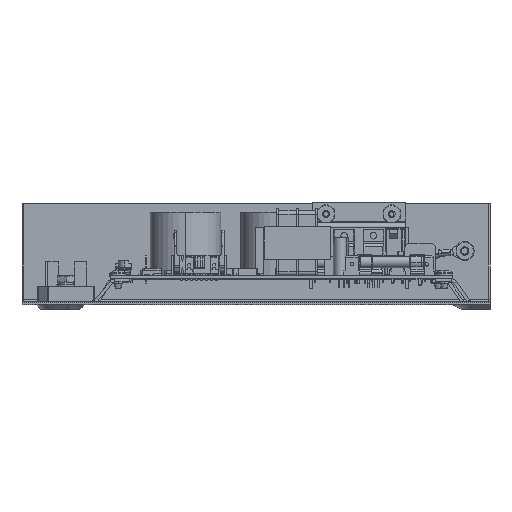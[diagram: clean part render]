
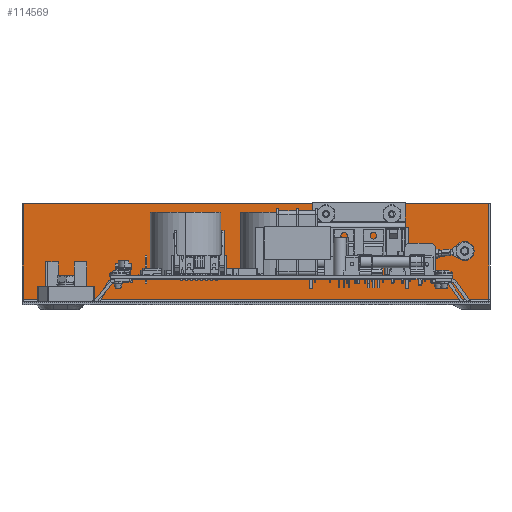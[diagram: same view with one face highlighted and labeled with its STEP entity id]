
A CAD part, top view. The second image highlights one B-rep face of the part: STEP entity #114569.
In plain terms, the highlighted planar face has unit normal (0, 0, 1).
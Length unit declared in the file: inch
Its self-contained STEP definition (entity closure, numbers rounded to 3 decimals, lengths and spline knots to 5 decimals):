
#1794 = AXIS2_PLACEMENT_3D ( 'NONE', #97395, #34891, #107818 ) ;
#2978 = DIRECTION ( 'NONE',  ( 0., 0., 1. ) ) ;
#10516 = EDGE_CURVE ( 'NONE', #58559, #56311, #104642, .T. ) ;
#11945 = ORIENTED_EDGE ( 'NONE', *, *, #104096, .F. ) ;
#11964 = EDGE_CURVE ( 'NONE', #44410, #107137, #131861, .T. ) ;
#13875 = CARTESIAN_POINT ( 'NONE',  ( 9.25, 0.105, -4.94 ) ) ;
#14121 = EDGE_LOOP ( 'NONE', ( #35761, #48821 ) ) ;
#14194 = FACE_BOUND ( 'NONE', #60889, .T. ) ;
#15385 = LINE ( 'NONE', #97535, #39811 ) ;
#16318 = LINE ( 'NONE', #78725, #40748 ) ;
#17429 = FACE_BOUND ( 'NONE', #14121, .T. ) ;
#17833 = ORIENTED_EDGE ( 'NONE', *, *, #55923, .T. ) ;
#20330 = CARTESIAN_POINT ( 'NONE',  ( 9.25, 2., -4.94 ) ) ;
#24305 = DIRECTION ( 'NONE',  ( -1., 0., 0. ) ) ;
#25161 = ORIENTED_EDGE ( 'NONE', *, *, #87879, .F. ) ;
#25986 = CARTESIAN_POINT ( 'NONE',  ( 9.23, 2., -4.94 ) ) ;
#26080 = CARTESIAN_POINT ( 'NONE',  ( 8.75, 1.1475, -4.94 ) ) ;
#26573 = CARTESIAN_POINT ( 'NONE',  ( 7.307, 1.695, -4.94 ) ) ;
#31851 = LINE ( 'NONE', #13875, #108522 ) ;
#34891 = DIRECTION ( 'NONE',  ( 0., 0., 1. ) ) ;
#35032 = CARTESIAN_POINT ( 'NONE',  ( 6.007, 1.695, -4.94 ) ) ;
#35761 = ORIENTED_EDGE ( 'NONE', *, *, #82487, .F. ) ;
#35821 = CIRCLE ( 'NONE', #1794, 0.095 ) ;
#37355 = CARTESIAN_POINT ( 'NONE',  ( 6.007, 1.885, -4.94 ) ) ;
#38836 = EDGE_CURVE ( 'NONE', #50930, #94968, #35821, .T. ) ;
#39811 = VECTOR ( 'NONE', #107952, 39.37008 ) ;
#40310 = CARTESIAN_POINT ( 'NONE',  ( 7.307, 1.79, -4.94 ) ) ;
#40748 = VECTOR ( 'NONE', #110574, 39.37008 ) ;
#41130 = VERTEX_POINT ( 'NONE', #103579 ) ;
#41279 = DIRECTION ( 'NONE',  ( 0., -1., 0. ) ) ;
#41861 = FACE_BOUND ( 'NONE', #69528, .T. ) ;
#43862 = AXIS2_PLACEMENT_3D ( 'NONE', #40310, #113218, #50802 ) ;
#44386 = AXIS2_PLACEMENT_3D ( 'NONE', #52535, #125360, #62986 ) ;
#44410 = VERTEX_POINT ( 'NONE', #35032 ) ;
#44675 = CARTESIAN_POINT ( 'NONE',  ( 6.007, 1.79, -4.94 ) ) ;
#46212 = CARTESIAN_POINT ( 'NONE',  ( 8.75, 1.06, -4.94 ) ) ;
#47405 = DIRECTION ( 'NONE',  ( 0., 1., 0. ) ) ;
#48821 = ORIENTED_EDGE ( 'NONE', *, *, #11964, .F. ) ;
#50432 = AXIS2_PLACEMENT_3D ( 'NONE', #46212, #119092, #56750 ) ;
#50802 = DIRECTION ( 'NONE',  ( 0., -1., 0. ) ) ;
#50930 = VERTEX_POINT ( 'NONE', #26573 ) ;
#52535 = CARTESIAN_POINT ( 'NONE',  ( 6.007, 1.79, -4.94 ) ) ;
#55202 = DIRECTION ( 'NONE',  ( 0., -1., 0. ) ) ;
#55923 = EDGE_CURVE ( 'NONE', #41130, #129640, #15385, .T. ) ;
#56311 = VERTEX_POINT ( 'NONE', #82826 ) ;
#56750 = DIRECTION ( 'NONE',  ( 0., -1., 0. ) ) ;
#57016 = EDGE_CURVE ( 'NONE', #87949, #109168, #75400, .T. ) ;
#58559 = VERTEX_POINT ( 'NONE', #103242 ) ;
#59222 = CIRCLE ( 'NONE', #43862, 0.095 ) ;
#60889 = EDGE_LOOP ( 'NONE', ( #96659, #109146 ) ) ;
#62986 = DIRECTION ( 'NONE',  ( 0., -1., 0. ) ) ;
#63550 = AXIS2_PLACEMENT_3D ( 'NONE', #20330, #103762, #41279 ) ;
#64968 = CARTESIAN_POINT ( 'NONE',  ( 0.02, 0.105, -4.94 ) ) ;
#65295 = CARTESIAN_POINT ( 'NONE',  ( 8.75, 1.06, -4.94 ) ) ;
#67292 = ORIENTED_EDGE ( 'NONE', *, *, #10516, .T. ) ;
#69528 = EDGE_LOOP ( 'NONE', ( #117479, #74296 ) ) ;
#74296 = ORIENTED_EDGE ( 'NONE', *, *, #132615, .F. ) ;
#75400 = CIRCLE ( 'NONE', #128216, 0.0875 ) ;
#75816 = DIRECTION ( 'NONE',  ( 0., -1., 0. ) ) ;
#78725 = CARTESIAN_POINT ( 'NONE',  ( 9.25, 2., -4.94 ) ) ;
#79036 = AXIS2_PLACEMENT_3D ( 'NONE', #44675, #117580, #55202 ) ;
#80232 = VECTOR ( 'NONE', #47405, 39.37008 ) ;
#82487 = EDGE_CURVE ( 'NONE', #107137, #44410, #91033, .T. ) ;
#82824 = PLANE ( 'NONE',  #63550 ) ;
#82826 = CARTESIAN_POINT ( 'NONE',  ( 9.23, 2., -4.94 ) ) ;
#87879 = EDGE_CURVE ( 'NONE', #58559, #129640, #31851, .T. ) ;
#87949 = VERTEX_POINT ( 'NONE', #26080 ) ;
#89271 = EDGE_CURVE ( 'NONE', #94968, #50930, #59222, .T. ) ;
#91033 = CIRCLE ( 'NONE', #79036, 0.095 ) ;
#94847 = CARTESIAN_POINT ( 'NONE',  ( 8.75, 0.9725, -4.94 ) ) ;
#94968 = VERTEX_POINT ( 'NONE', #123305 ) ;
#96659 = ORIENTED_EDGE ( 'NONE', *, *, #89271, .F. ) ;
#97395 = CARTESIAN_POINT ( 'NONE',  ( 7.307, 1.79, -4.94 ) ) ;
#97535 = CARTESIAN_POINT ( 'NONE',  ( 0.02, 0.105, -4.94 ) ) ;
#103242 = CARTESIAN_POINT ( 'NONE',  ( 9.23, 0.105, -4.94 ) ) ;
#103579 = CARTESIAN_POINT ( 'NONE',  ( 0.02, 2., -4.94 ) ) ;
#103762 = DIRECTION ( 'NONE',  ( 0., 0., 1. ) ) ;
#104096 = EDGE_CURVE ( 'NONE', #41130, #56311, #16318, .T. ) ;
#104642 = LINE ( 'NONE', #25986, #80232 ) ;
#107137 = VERTEX_POINT ( 'NONE', #37355 ) ;
#107818 = DIRECTION ( 'NONE',  ( 0., -1., 0. ) ) ;
#107952 = DIRECTION ( 'NONE',  ( 0., -1., 0. ) ) ;
#108522 = VECTOR ( 'NONE', #24305, 39.37008 ) ;
#109146 = ORIENTED_EDGE ( 'NONE', *, *, #38836, .F. ) ;
#109168 = VERTEX_POINT ( 'NONE', #94847 ) ;
#110574 = DIRECTION ( 'NONE',  ( 1., 0., 0. ) ) ;
#113218 = DIRECTION ( 'NONE',  ( 0., 0., 1. ) ) ;
#114569 = ADVANCED_FACE ( 'NONE', ( #41861, #17429, #14194, #121713 ), #82824, .T. ) ;
#115037 = CIRCLE ( 'NONE', #50432, 0.0875 ) ;
#117479 = ORIENTED_EDGE ( 'NONE', *, *, #57016, .F. ) ;
#117580 = DIRECTION ( 'NONE',  ( 0., 0., 1. ) ) ;
#119092 = DIRECTION ( 'NONE',  ( 0., 0., 1. ) ) ;
#121713 = FACE_OUTER_BOUND ( 'NONE', #133724, .T. ) ;
#123305 = CARTESIAN_POINT ( 'NONE',  ( 7.307, 1.885, -4.94 ) ) ;
#125360 = DIRECTION ( 'NONE',  ( 0., 0., 1. ) ) ;
#128216 = AXIS2_PLACEMENT_3D ( 'NONE', #65295, #2978, #75816 ) ;
#129640 = VERTEX_POINT ( 'NONE', #64968 ) ;
#131861 = CIRCLE ( 'NONE', #44386, 0.095 ) ;
#132615 = EDGE_CURVE ( 'NONE', #109168, #87949, #115037, .T. ) ;
#133724 = EDGE_LOOP ( 'NONE', ( #11945, #17833, #25161, #67292 ) ) ;
